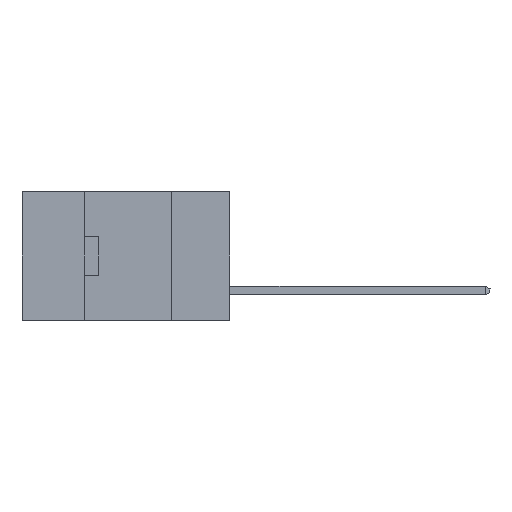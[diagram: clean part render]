
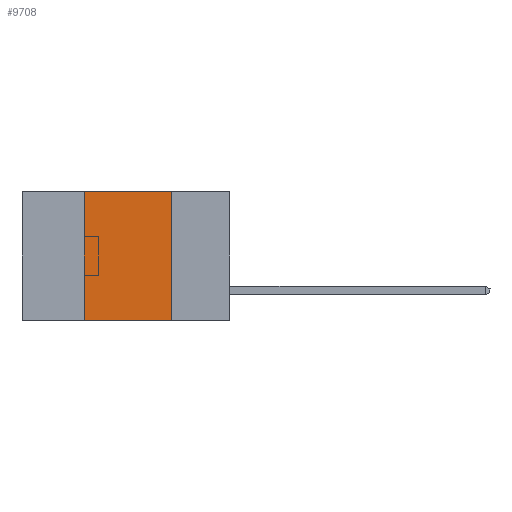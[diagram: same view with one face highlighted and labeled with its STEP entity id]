
A CAD part, left-side view. The second image highlights one B-rep face of the part: STEP entity #9708.
In plain terms, the highlighted planar face has unit normal (-1, 0, 0).
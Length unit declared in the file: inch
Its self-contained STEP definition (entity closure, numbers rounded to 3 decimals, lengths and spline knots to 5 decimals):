
#68 = DIRECTION ( 'NONE',  ( 1., 0., 0. ) ) ;
#343 = CARTESIAN_POINT ( 'NONE',  ( 0., 0.17, -0.37 ) ) ;
#640 = CARTESIAN_POINT ( 'NONE',  ( 0., 0.6, -0.37 ) ) ;
#2533 = DIRECTION ( 'NONE',  ( 0., -1., 0. ) ) ;
#3110 = VERTEX_POINT ( 'NONE', #17959 ) ;
#3273 = ORIENTED_EDGE ( 'NONE', *, *, #10949, .F. ) ;
#5042 = CARTESIAN_POINT ( 'NONE',  ( 0., 0.17, 0. ) ) ;
#6471 = FACE_OUTER_BOUND ( 'NONE', #26014, .T. ) ;
#7779 = AXIS2_PLACEMENT_3D ( 'NONE', #8294, #68, #16944 ) ;
#7820 = ORIENTED_EDGE ( 'NONE', *, *, #22534, .F. ) ;
#8294 = CARTESIAN_POINT ( 'NONE',  ( 0., 0.6, 0. ) ) ;
#8525 = VECTOR ( 'NONE', #17194, 39.37008 ) ;
#8622 = VECTOR ( 'NONE', #10968, 39.37008 ) ;
#9217 = EDGE_CURVE ( 'NONE', #3110, #16512, #26373, .T. ) ;
#9425 = EDGE_CURVE ( 'NONE', #3110, #25923, #14916, .T. ) ;
#9708 = ADVANCED_FACE ( 'NONE', ( #6471 ), #10848, .F. ) ;
#9980 = CARTESIAN_POINT ( 'NONE',  ( 0., 0.42, -0.37 ) ) ;
#10848 = PLANE ( 'NONE',  #7779 ) ;
#10949 = EDGE_CURVE ( 'NONE', #13625, #25923, #16805, .T. ) ;
#10968 = DIRECTION ( 'NONE',  ( 0., 0., -1. ) ) ;
#11086 = CARTESIAN_POINT ( 'NONE',  ( 0., 0.6, 0. ) ) ;
#11454 = CARTESIAN_POINT ( 'NONE',  ( 0., 0.17, -0.37 ) ) ;
#11635 = VECTOR ( 'NONE', #20086, 39.37008 ) ;
#12067 = CARTESIAN_POINT ( 'NONE',  ( 0., 0.42, 0. ) ) ;
#13625 = VERTEX_POINT ( 'NONE', #5042 ) ;
#14916 = LINE ( 'NONE', #640, #22446 ) ;
#16512 = VERTEX_POINT ( 'NONE', #12067 ) ;
#16805 = LINE ( 'NONE', #343, #8622 ) ;
#16944 = DIRECTION ( 'NONE',  ( 0., 0., -1. ) ) ;
#17194 = DIRECTION ( 'NONE',  ( 0., -1., 0. ) ) ;
#17959 = CARTESIAN_POINT ( 'NONE',  ( 0., 0.42, -0.37 ) ) ;
#18176 = ORIENTED_EDGE ( 'NONE', *, *, #9217, .F. ) ;
#20086 = DIRECTION ( 'NONE',  ( 0., 0., 1. ) ) ;
#21362 = LINE ( 'NONE', #11086, #8525 ) ;
#21791 = ORIENTED_EDGE ( 'NONE', *, *, #9425, .T. ) ;
#22446 = VECTOR ( 'NONE', #2533, 39.37008 ) ;
#22534 = EDGE_CURVE ( 'NONE', #16512, #13625, #21362, .T. ) ;
#25923 = VERTEX_POINT ( 'NONE', #11454 ) ;
#26014 = EDGE_LOOP ( 'NONE', ( #3273, #7820, #18176, #21791 ) ) ;
#26373 = LINE ( 'NONE', #9980, #11635 ) ;
